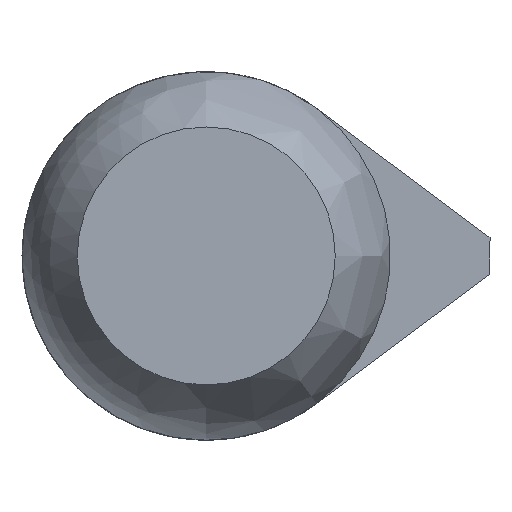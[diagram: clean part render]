
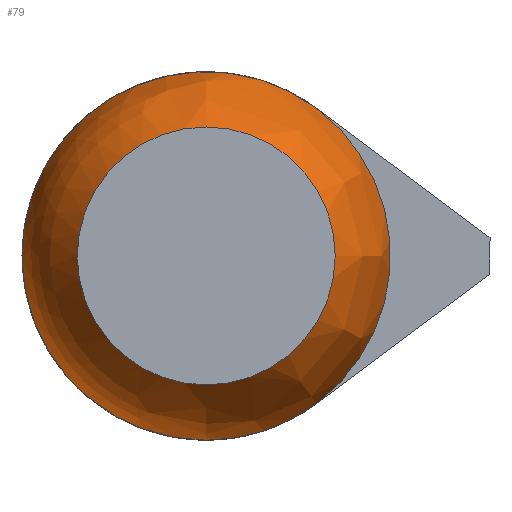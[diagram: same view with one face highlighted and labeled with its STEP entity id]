
A CAD part, front view. The second image highlights one B-rep face of the part: STEP entity #79.
In plain terms, the highlighted free-form (B-spline) face has degree [3, 3] with [4, 7] control points.
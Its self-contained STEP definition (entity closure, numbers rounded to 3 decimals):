
#79 = ADVANCED_FACE( '', ( #160, #161 ), #162, .T. );
#160 = FACE_OUTER_BOUND( '', #274, .T. );
#161 = FACE_OUTER_BOUND( '', #275, .T. );
#162 = ( BOUNDED_SURFACE(  )B_SPLINE_SURFACE( 3, 3, ( ( #278, #279, #280, #281, #282, #283, #284 ), ( #285, #286, #287, #288, #289, #290, #291 ), ( #292, #293, #294, #295, #296, #297, #298 ), ( #299, #300, #301, #302, #303, #304, #305 ) ), .UNSPECIFIED., .F., .T., .F. )B_SPLINE_SURFACE_WITH_KNOTS( ( 4, 4 ), ( 4, 3, 4 ), ( 0., 6.283 ), ( 0.082, 0.405, 0.728 ), .UNSPECIFIED. )GEOMETRIC_REPRESENTATION_ITEM(  )RATIONAL_B_SPLINE_SURFACE( ( ( 1., 0.333, 0.333, 1., 0.333, 0.333, 1. ), ( 0.966, 0.322, 0.322, 0.966, 0.322, 0.322, 0.966 ), ( 0.966, 0.322, 0.322, 0.966, 0.322, 0.322, 0.966 ), ( 1., 0.333, 0.333, 1., 0.333, 0.333, 1. ) ) )REPRESENTATION_ITEM( '' )SURFACE(  ) );
#274 = EDGE_LOOP( '', ( #443, #444 ) );
#275 = EDGE_LOOP( '', ( #445 ) );
#278 = CARTESIAN_POINT( '', ( 0., -29.25, -3.5 ) );
#279 = CARTESIAN_POINT( '', ( 7., -29.25, -3.5 ) );
#280 = CARTESIAN_POINT( '', ( 7., -29.25, 3.5 ) );
#281 = CARTESIAN_POINT( '', ( 0., -29.25, 3.5 ) );
#282 = CARTESIAN_POINT( '', ( -7., -29.25, 3.5 ) );
#283 = CARTESIAN_POINT( '', ( -7., -29.25, -3.5 ) );
#284 = CARTESIAN_POINT( '', ( 0., -29.25, -3.5 ) );
#285 = CARTESIAN_POINT( '', ( 0., -28.268, -4.375 ) );
#286 = CARTESIAN_POINT( '', ( 8.749, -28.268, -4.375 ) );
#287 = CARTESIAN_POINT( '', ( 8.749, -28.268, 4.375 ) );
#288 = CARTESIAN_POINT( '', ( 0., -28.268, 4.375 ) );
#289 = CARTESIAN_POINT( '', ( -8.749, -28.268, 4.375 ) );
#290 = CARTESIAN_POINT( '', ( -8.749, -28.268, -4.375 ) );
#291 = CARTESIAN_POINT( '', ( 0., -28.268, -4.375 ) );
#292 = CARTESIAN_POINT( '', ( 0., -27.06, -4.892 ) );
#293 = CARTESIAN_POINT( '', ( 9.785, -27.06, -4.892 ) );
#294 = CARTESIAN_POINT( '', ( 9.785, -27.06, 4.892 ) );
#295 = CARTESIAN_POINT( '', ( 0., -27.06, 4.892 ) );
#296 = CARTESIAN_POINT( '', ( -9.785, -27.06, 4.892 ) );
#297 = CARTESIAN_POINT( '', ( -9.785, -27.06, -4.892 ) );
#298 = CARTESIAN_POINT( '', ( 0., -27.06, -4.892 ) );
#299 = CARTESIAN_POINT( '', ( 0., -25.75, -5. ) );
#300 = CARTESIAN_POINT( '', ( 10., -25.75, -5. ) );
#301 = CARTESIAN_POINT( '', ( 10., -25.75, 5. ) );
#302 = CARTESIAN_POINT( '', ( 0., -25.75, 5. ) );
#303 = CARTESIAN_POINT( '', ( -10., -25.75, 5. ) );
#304 = CARTESIAN_POINT( '', ( -10., -25.75, -5. ) );
#305 = CARTESIAN_POINT( '', ( 0., -25.75, -5. ) );
#443 = ORIENTED_EDGE( '', *, *, #518, .F. );
#444 = ORIENTED_EDGE( '', *, *, #487, .F. );
#445 = ORIENTED_EDGE( '', *, *, #507, .F. );
#487 = EDGE_CURVE( '', #553, #555, #556, .T. );
#507 = EDGE_CURVE( '', #582, #582, #583, .T. );
#518 = EDGE_CURVE( '', #555, #553, #596, .T. );
#553 = VERTEX_POINT( '', #638 );
#555 = VERTEX_POINT( '', #641 );
#556 = CIRCLE( '', #642, 5. );
#582 = VERTEX_POINT( '', #676 );
#583 = CIRCLE( '', #677, 3.5 );
#596 = CIRCLE( '', #693, 5. );
#638 = CARTESIAN_POINT( '', ( 2.986, -25.75, -4.01 ) );
#641 = CARTESIAN_POINT( '', ( 2.986, -25.75, 4.01 ) );
#642 = AXIS2_PLACEMENT_3D( '', #721, #722, #723 );
#676 = CARTESIAN_POINT( '', ( 0., -29.25, -3.5 ) );
#677 = AXIS2_PLACEMENT_3D( '', #744, #745, #746 );
#693 = AXIS2_PLACEMENT_3D( '', #756, #757, #758 );
#721 = CARTESIAN_POINT( '', ( 0., -25.75, 0. ) );
#722 = DIRECTION( '', ( 0., 1., 0. ) );
#723 = DIRECTION( '', ( 1., 0., 0. ) );
#744 = CARTESIAN_POINT( '', ( 0., -29.25, 0. ) );
#745 = DIRECTION( '', ( 0., -1., 0. ) );
#746 = DIRECTION( '', ( 0., 0., -1. ) );
#756 = CARTESIAN_POINT( '', ( 0., -25.75, 0. ) );
#757 = DIRECTION( '', ( 0., 1., 0. ) );
#758 = DIRECTION( '', ( 0., 0., 1. ) );
